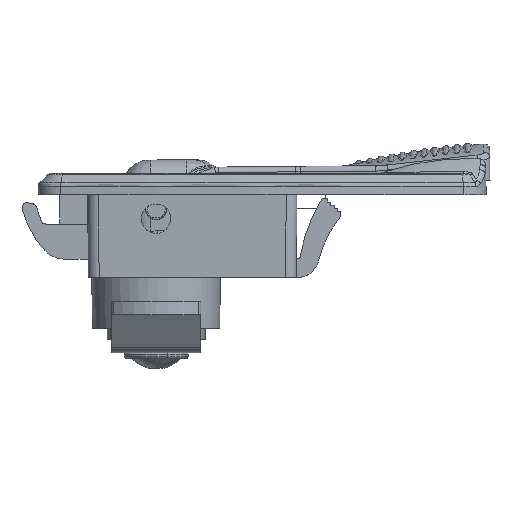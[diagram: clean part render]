
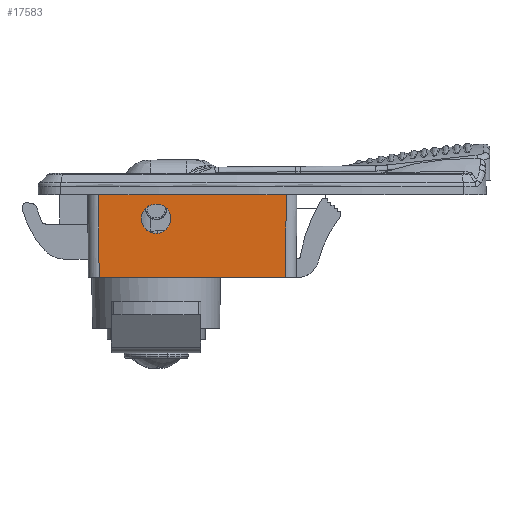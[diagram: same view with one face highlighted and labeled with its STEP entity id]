
A CAD part, front view. The second image highlights one B-rep face of the part: STEP entity #17583.
In plain terms, the highlighted planar face has unit normal (0, -1, -0.009).
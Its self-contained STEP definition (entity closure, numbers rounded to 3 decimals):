
#120 = CARTESIAN_POINT ( 'NONE',  ( -19.597, -12.06, -1.814 ) ) ;
#633 = PLANE ( 'NONE',  #21056 ) ;
#680 = CARTESIAN_POINT ( 'NONE',  ( -19.597, -12.013, -7.219 ) ) ;
#1431 = EDGE_CURVE ( 'NONE', #12659, #11871, #7702, .T. ) ;
#1530 = CARTESIAN_POINT ( 'NONE',  ( -25.032, -12.013, -7.219 ) ) ;
#1733 = CARTESIAN_POINT ( 'NONE',  ( 4.229, -11.942, -15.327 ) ) ;
#1928 = CARTESIAN_POINT ( 'NONE',  ( -14.163, -12.013, -7.219 ) ) ;
#1938 = FACE_OUTER_BOUND ( 'NONE', #11335, .T. ) ;
#4117 = ORIENTED_EDGE ( 'NONE', *, *, #1431, .T. ) ;
#4715 = EDGE_CURVE ( 'NONE', #19945, #10820, #15867, .T. ) ;
#5195 = EDGE_CURVE ( 'NONE', #23328, #19945, #6281, .T. ) ;
#5486 = LINE ( 'NONE', #12681, #8684 ) ;
#5611 = DIRECTION ( 'NONE',  ( 0., -1., -0.009 ) ) ;
#5756 = VERTEX_POINT ( 'NONE', #20251 ) ;
#6281 = LINE ( 'NONE', #22549, #6998 ) ;
#6495 = ORIENTED_EDGE ( 'NONE', *, *, #16811, .F. ) ;
#6602 = VECTOR ( 'NONE', #12566, 1000. ) ;
#6771 =( BOUNDED_CURVE ( )  B_SPLINE_CURVE ( 3, ( #14079, #7000, #1928, #10545 ),
 .UNSPECIFIED., .F., .T. ) 
 B_SPLINE_CURVE_WITH_KNOTS ( ( 4, 4 ),
 ( 0., 0.5 ),
 .UNSPECIFIED. ) 
 CURVE ( )  GEOMETRIC_REPRESENTATION_ITEM ( )  RATIONAL_B_SPLINE_CURVE ( ( 1., 0.333, 0.333, 1. ) ) 
 REPRESENTATION_ITEM ( '' )  );
#6817 = ORIENTED_EDGE ( 'NONE', *, *, #4715, .F. ) ;
#6998 = VECTOR ( 'NONE', #10280, 1000. ) ;
#7000 = CARTESIAN_POINT ( 'NONE',  ( -14.163, -12.06, -1.814 ) ) ;
#7702 =( BOUNDED_CURVE ( )  B_SPLINE_CURVE ( 3, ( #17705, #1530, #17938, #120 ),
 .UNSPECIFIED., .F., .T. ) 
 B_SPLINE_CURVE_WITH_KNOTS ( ( 4, 4 ),
 ( 0.5, 1. ),
 .UNSPECIFIED. ) 
 CURVE ( )  GEOMETRIC_REPRESENTATION_ITEM ( )  RATIONAL_B_SPLINE_CURVE ( ( 1., 0.333, 0.333, 1. ) ) 
 REPRESENTATION_ITEM ( '' )  );
#7834 = CARTESIAN_POINT ( 'NONE',  ( 6.469, -12.075, -0.094 ) ) ;
#8684 = VECTOR ( 'NONE', #11822, 1000. ) ;
#9010 = LINE ( 'NONE', #14201, #17664 ) ;
#10280 = DIRECTION ( 'NONE',  ( 1., 0., 0. ) ) ;
#10487 = CARTESIAN_POINT ( 'NONE',  ( -30.219, -12.075, -0.094 ) ) ;
#10545 = CARTESIAN_POINT ( 'NONE',  ( -19.597, -12.013, -7.219 ) ) ;
#10820 = VERTEX_POINT ( 'NONE', #1733 ) ;
#11335 = EDGE_LOOP ( 'NONE', ( #6817, #18665, #17306, #6495 ) ) ;
#11822 = DIRECTION ( 'NONE',  ( -1., 0., 0. ) ) ;
#11871 = VERTEX_POINT ( 'NONE', #18594 ) ;
#12145 = EDGE_CURVE ( 'NONE', #5756, #23328, #9010, .T. ) ;
#12566 = DIRECTION ( 'NONE',  ( -0.009, 0.009, -1. ) ) ;
#12659 = VERTEX_POINT ( 'NONE', #680 ) ;
#12681 = CARTESIAN_POINT ( 'NONE',  ( -17.547, -11.942, -15.327 ) ) ;
#14079 = CARTESIAN_POINT ( 'NONE',  ( -19.597, -12.06, -1.814 ) ) ;
#14201 = CARTESIAN_POINT ( 'NONE',  ( -30.155, -12.012, -7.33 ) ) ;
#14322 = DIRECTION ( 'NONE',  ( -0.009, -0.009, 1. ) ) ;
#15867 = LINE ( 'NONE', #21412, #6602 ) ;
#16671 = ORIENTED_EDGE ( 'NONE', *, *, #21998, .T. ) ;
#16803 = FACE_BOUND ( 'NONE', #20316, .T. ) ;
#16811 = EDGE_CURVE ( 'NONE', #10820, #5756, #5486, .T. ) ;
#17306 = ORIENTED_EDGE ( 'NONE', *, *, #12145, .F. ) ;
#17583 = ADVANCED_FACE ( 'NONE', ( #16803, #1938 ), #633, .T. ) ;
#17664 = VECTOR ( 'NONE', #14322, 1000. ) ;
#17705 = CARTESIAN_POINT ( 'NONE',  ( -19.597, -12.013, -7.219 ) ) ;
#17938 = CARTESIAN_POINT ( 'NONE',  ( -25.032, -12.06, -1.814 ) ) ;
#18594 = CARTESIAN_POINT ( 'NONE',  ( -19.597, -12.06, -1.814 ) ) ;
#18665 = ORIENTED_EDGE ( 'NONE', *, *, #5195, .F. ) ;
#19945 = VERTEX_POINT ( 'NONE', #20566 ) ;
#20251 = CARTESIAN_POINT ( 'NONE',  ( -30.085, -11.942, -15.327 ) ) ;
#20316 = EDGE_LOOP ( 'NONE', ( #4117, #16671 ) ) ;
#20566 = CARTESIAN_POINT ( 'NONE',  ( 4.362, -12.075, -0.094 ) ) ;
#21056 = AXIS2_PLACEMENT_3D ( 'NONE', #7834, #5611, #21643 ) ;
#21412 = CARTESIAN_POINT ( 'NONE',  ( 4.299, -12.012, -7.33 ) ) ;
#21643 = DIRECTION ( 'NONE',  ( -1., 0., 0. ) ) ;
#21998 = EDGE_CURVE ( 'NONE', #11871, #12659, #6771, .T. ) ;
#22549 = CARTESIAN_POINT ( 'NONE',  ( -0.084, -12.075, -0.094 ) ) ;
#23328 = VERTEX_POINT ( 'NONE', #10487 ) ;
